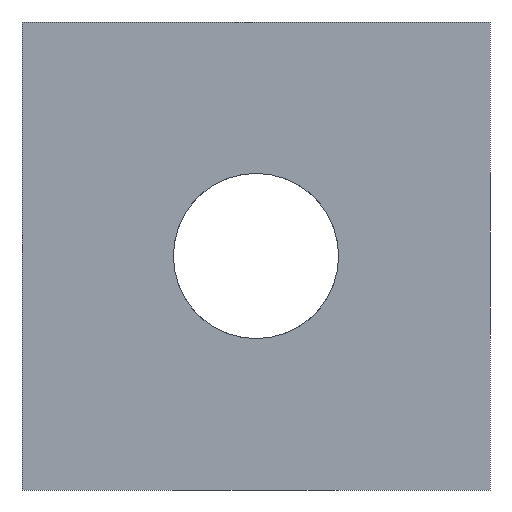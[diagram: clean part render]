
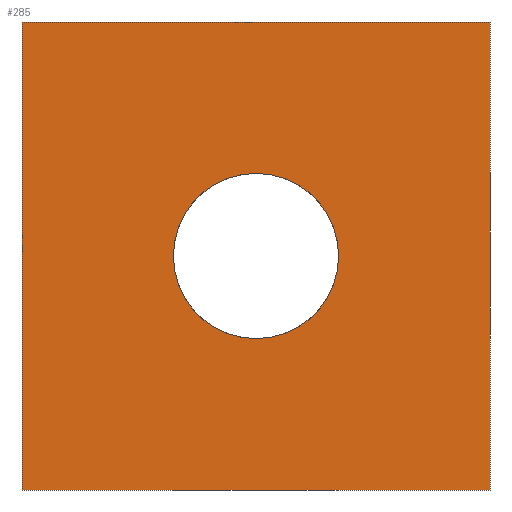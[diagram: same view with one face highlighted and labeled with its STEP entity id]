
A CAD part, front view. The second image highlights one B-rep face of the part: STEP entity #285.
In plain terms, the highlighted planar face has unit normal (0, -1, 0).
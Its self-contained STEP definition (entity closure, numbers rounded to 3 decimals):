
#17=FACE_BOUND('',#50,.T.);
#23=PLANE('',#335);
#35=FACE_OUTER_BOUND('',#49,.T.);
#49=EDGE_LOOP('',(#251,#252,#253,#254));
#50=EDGE_LOOP('',(#255));
#87=LINE('',#502,#105);
#88=LINE('',#505,#106);
#89=LINE('',#507,#107);
#90=LINE('',#508,#108);
#105=VECTOR('',#417,10.);
#106=VECTOR('',#420,10.);
#107=VECTOR('',#421,10.);
#108=VECTOR('',#422,10.);
#111=CIRCLE('',#304,1.764);
#117=VERTEX_POINT('',#433);
#141=VERTEX_POINT('',#498);
#142=VERTEX_POINT('',#500);
#143=VERTEX_POINT('',#504);
#144=VERTEX_POINT('',#506);
#145=EDGE_CURVE('',#117,#117,#111,.T.);
#181=EDGE_CURVE('',#141,#142,#87,.T.);
#182=EDGE_CURVE('',#143,#141,#88,.T.);
#183=EDGE_CURVE('',#144,#142,#89,.T.);
#184=EDGE_CURVE('',#143,#144,#90,.T.);
#251=ORIENTED_EDGE('',*,*,#182,.T.);
#252=ORIENTED_EDGE('',*,*,#181,.T.);
#253=ORIENTED_EDGE('',*,*,#183,.F.);
#254=ORIENTED_EDGE('',*,*,#184,.F.);
#255=ORIENTED_EDGE('',*,*,#145,.T.);
#285=ADVANCED_FACE('',(#35,#17),#23,.T.);
#304=AXIS2_PLACEMENT_3D('',#434,#343,#344);
#335=AXIS2_PLACEMENT_3D('',#503,#418,#419);
#343=DIRECTION('center_axis',(0.,1.,0.));
#344=DIRECTION('ref_axis',(0.,0.,-1.));
#417=DIRECTION('',(0.,0.,1.));
#418=DIRECTION('center_axis',(0.,-1.,0.));
#419=DIRECTION('ref_axis',(1.,0.,0.));
#420=DIRECTION('',(1.,0.,0.));
#421=DIRECTION('',(1.,0.,0.));
#422=DIRECTION('',(0.,0.,1.));
#433=CARTESIAN_POINT('',(5.,0.,6.764));
#434=CARTESIAN_POINT('Origin',(5.,0.,5.));
#498=CARTESIAN_POINT('',(10.,0.,0.));
#500=CARTESIAN_POINT('',(10.,0.,10.));
#502=CARTESIAN_POINT('',(10.,0.,0.));
#503=CARTESIAN_POINT('Origin',(0.,0.,0.));
#504=CARTESIAN_POINT('',(0.,0.,0.));
#505=CARTESIAN_POINT('',(0.,0.,0.));
#506=CARTESIAN_POINT('',(0.,0.,10.));
#507=CARTESIAN_POINT('',(0.,0.,10.));
#508=CARTESIAN_POINT('',(0.,0.,0.));
